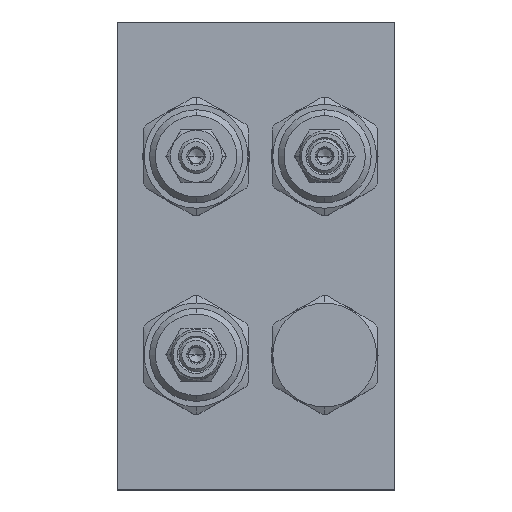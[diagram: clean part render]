
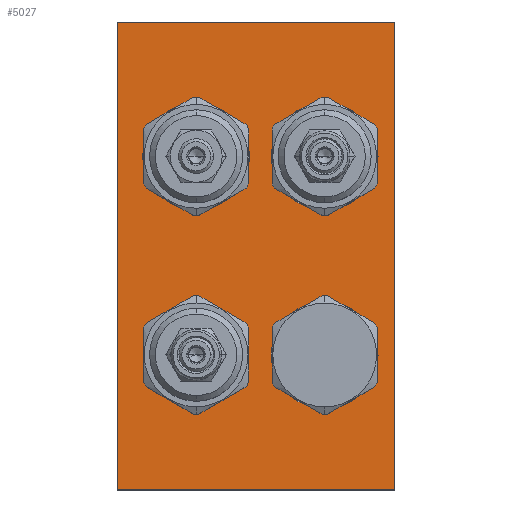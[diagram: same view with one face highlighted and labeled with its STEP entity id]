
A CAD part, top view. The second image highlights one B-rep face of the part: STEP entity #5027.
In plain terms, the highlighted planar face has unit normal (0, 0, 1).
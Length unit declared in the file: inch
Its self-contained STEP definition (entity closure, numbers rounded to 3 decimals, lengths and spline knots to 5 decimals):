
#475=DIRECTION('',(0.,-1.,0.));
#476=VECTOR('',#475,5.);
#477=CARTESIAN_POINT('',(0.,0.,3.));
#478=LINE('',#477,#476);
#479=DIRECTION('',(-1.,0.,0.));
#480=VECTOR('',#479,2.969);
#481=CARTESIAN_POINT('',(2.969,0.,3.));
#482=LINE('',#481,#480);
#483=DIRECTION('',(0.,1.,0.));
#484=VECTOR('',#483,5.);
#485=CARTESIAN_POINT('',(2.969,-5.,3.));
#486=LINE('',#485,#484);
#487=DIRECTION('',(1.,0.,0.));
#488=VECTOR('',#487,2.969);
#489=CARTESIAN_POINT('',(0.,-5.,3.));
#490=LINE('',#489,#488);
#491=CARTESIAN_POINT('',(0.844,-1.438,3.));
#492=DIRECTION('',(0.,0.,-1.));
#493=DIRECTION('',(-1.,0.,0.));
#494=AXIS2_PLACEMENT_3D('',#491,#492,#493);
#496=CARTESIAN_POINT('',(0.844,-1.438,3.));
#497=DIRECTION('',(0.,0.,-1.));
#498=DIRECTION('',(1.,0.,0.));
#499=AXIS2_PLACEMENT_3D('',#496,#497,#498);
#501=CARTESIAN_POINT('',(2.219,-1.438,3.));
#502=DIRECTION('',(0.,0.,-1.));
#503=DIRECTION('',(-1.,0.,0.));
#504=AXIS2_PLACEMENT_3D('',#501,#502,#503);
#506=CARTESIAN_POINT('',(2.219,-1.438,3.));
#507=DIRECTION('',(0.,0.,-1.));
#508=DIRECTION('',(1.,0.,0.));
#509=AXIS2_PLACEMENT_3D('',#506,#507,#508);
#511=CARTESIAN_POINT('',(2.219,-3.562,3.));
#512=DIRECTION('',(0.,0.,-1.));
#513=DIRECTION('',(-1.,0.,0.));
#514=AXIS2_PLACEMENT_3D('',#511,#512,#513);
#516=CARTESIAN_POINT('',(2.219,-3.562,3.));
#517=DIRECTION('',(0.,0.,-1.));
#518=DIRECTION('',(1.,0.,0.));
#519=AXIS2_PLACEMENT_3D('',#516,#517,#518);
#521=CARTESIAN_POINT('',(0.844,-3.562,3.));
#522=DIRECTION('',(0.,0.,-1.));
#523=DIRECTION('',(-1.,0.,0.));
#524=AXIS2_PLACEMENT_3D('',#521,#522,#523);
#526=CARTESIAN_POINT('',(0.844,-3.562,3.));
#527=DIRECTION('',(0.,0.,-1.));
#528=DIRECTION('',(1.,0.,0.));
#529=AXIS2_PLACEMENT_3D('',#526,#527,#528);
#4217=CARTESIAN_POINT('',(0.,0.,3.));
#4218=CARTESIAN_POINT('',(0.,-5.,3.));
#4219=VERTEX_POINT('',#4217);
#4220=VERTEX_POINT('',#4218);
#4221=CARTESIAN_POINT('',(2.969,-5.,3.));
#4222=VERTEX_POINT('',#4221);
#4223=CARTESIAN_POINT('',(2.969,0.,3.));
#4224=VERTEX_POINT('',#4223);
#4499=CARTESIAN_POINT('',(1.415,-1.438,3.));
#4500=VERTEX_POINT('',#4499);
#4509=CARTESIAN_POINT('',(0.273,-1.438,3.));
#4510=VERTEX_POINT('',#4509);
#4561=CARTESIAN_POINT('',(2.79,-1.438,3.));
#4562=VERTEX_POINT('',#4561);
#4571=CARTESIAN_POINT('',(1.648,-1.438,3.));
#4572=VERTEX_POINT('',#4571);
#4623=CARTESIAN_POINT('',(2.79,-3.562,3.));
#4624=VERTEX_POINT('',#4623);
#4629=CARTESIAN_POINT('',(1.648,-3.562,3.));
#4630=VERTEX_POINT('',#4629);
#4665=CARTESIAN_POINT('',(0.304,-3.562,3.));
#4666=CARTESIAN_POINT('',(1.384,-3.562,3.));
#4667=VERTEX_POINT('',#4665);
#4668=VERTEX_POINT('',#4666);
#4992=CARTESIAN_POINT('',(0.,0.,3.));
#4993=DIRECTION('',(0.,0.,1.));
#4994=DIRECTION('',(1.,0.,0.));
#4995=AXIS2_PLACEMENT_3D('',#4992,#4993,#4994);
#4996=PLANE('',#4995);
#4997=ORIENTED_EDGE('',*,*,#4848,.F.);
#4998=ORIENTED_EDGE('',*,*,#4911,.F.);
#4999=ORIENTED_EDGE('',*,*,#4937,.F.);
#5000=ORIENTED_EDGE('',*,*,#4974,.F.);
#5001=EDGE_LOOP('',(#4997,#4998,#4999,#5000));
#5002=FACE_OUTER_BOUND('',#5001,.F.);
#5004=ORIENTED_EDGE('',*,*,#5003,.F.);
#5006=ORIENTED_EDGE('',*,*,#5005,.F.);
#5007=EDGE_LOOP('',(#5004,#5006));
#5008=FACE_BOUND('',#5007,.F.);
#5010=ORIENTED_EDGE('',*,*,#5009,.F.);
#5012=ORIENTED_EDGE('',*,*,#5011,.F.);
#5013=EDGE_LOOP('',(#5010,#5012));
#5014=FACE_BOUND('',#5013,.F.);
#5016=ORIENTED_EDGE('',*,*,#5015,.F.);
#5018=ORIENTED_EDGE('',*,*,#5017,.F.);
#5019=EDGE_LOOP('',(#5016,#5018));
#5020=FACE_BOUND('',#5019,.F.);
#5022=ORIENTED_EDGE('',*,*,#5021,.F.);
#5024=ORIENTED_EDGE('',*,*,#5023,.F.);
#5025=EDGE_LOOP('',(#5022,#5024));
#5026=FACE_BOUND('',#5025,.F.);
#5027=ADVANCED_FACE('',(#5002,#5008,#5014,#5020,#5026),#4996,.T.);
#495=CIRCLE('',#494,0.571);
#500=CIRCLE('',#499,0.571);
#505=CIRCLE('',#504,0.571);
#510=CIRCLE('',#509,0.571);
#515=CIRCLE('',#514,0.571);
#520=CIRCLE('',#519,0.571);
#525=CIRCLE('',#524,0.54);
#530=CIRCLE('',#529,0.54);
#4848=EDGE_CURVE('',#4219,#4220,#478,.T.);
#4911=EDGE_CURVE('',#4224,#4219,#482,.T.);
#4937=EDGE_CURVE('',#4222,#4224,#486,.T.);
#4974=EDGE_CURVE('',#4220,#4222,#490,.T.);
#5003=EDGE_CURVE('',#4510,#4500,#495,.T.);
#5005=EDGE_CURVE('',#4500,#4510,#500,.T.);
#5009=EDGE_CURVE('',#4572,#4562,#505,.T.);
#5011=EDGE_CURVE('',#4562,#4572,#510,.T.);
#5015=EDGE_CURVE('',#4630,#4624,#515,.T.);
#5017=EDGE_CURVE('',#4624,#4630,#520,.T.);
#5021=EDGE_CURVE('',#4667,#4668,#525,.T.);
#5023=EDGE_CURVE('',#4668,#4667,#530,.T.);
